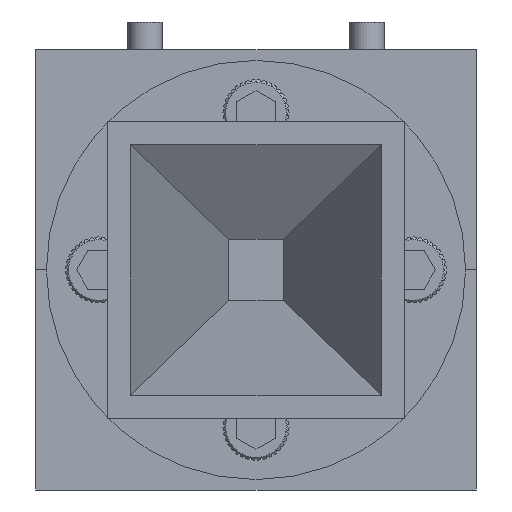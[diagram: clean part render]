
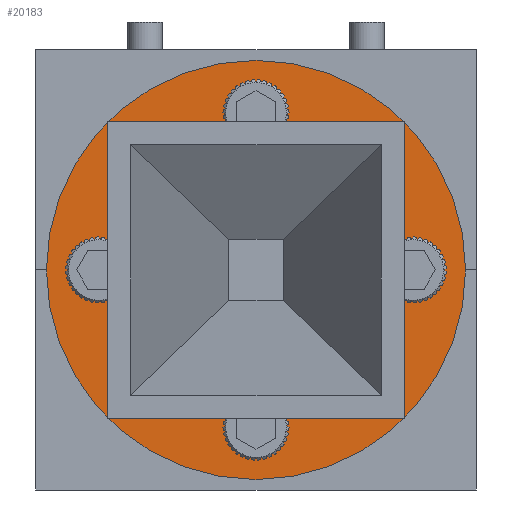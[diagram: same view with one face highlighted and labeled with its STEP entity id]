
A CAD part, left-side view. The second image highlights one B-rep face of the part: STEP entity #20183.
In plain terms, the highlighted planar face has unit normal (-1, 0, 0).
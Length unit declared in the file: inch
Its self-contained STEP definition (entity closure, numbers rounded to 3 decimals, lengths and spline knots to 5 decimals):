
#330 = AXIS2_PLACEMENT_3D ( 'NONE', #15823, #26261, #31601 ) ;
#430 = EDGE_CURVE ( 'NONE', #16296, #5718, #10639, .T. ) ;
#595 = DIRECTION ( 'NONE',  ( 0., 0., 1. ) ) ;
#1439 = CIRCLE ( 'NONE', #330, 0.375 ) ;
#1489 = CARTESIAN_POINT ( 'NONE',  ( 1.23, 0.375, 0. ) ) ;
#1535 = VECTOR ( 'NONE', #23308, 39.37008 ) ;
#1717 = EDGE_CURVE ( 'NONE', #19390, #19390, #15172, .T. ) ;
#2047 = CARTESIAN_POINT ( 'NONE',  ( 1.23, -0.19887, 0.23237 ) ) ;
#2244 = EDGE_LOOP ( 'NONE', ( #4091 ) ) ;
#2702 = EDGE_CURVE ( 'NONE', #29847, #29847, #28807, .T. ) ;
#3097 = CARTESIAN_POINT ( 'NONE',  ( 1.23, -0.19887, -0.16762 ) ) ;
#3684 = CIRCLE ( 'NONE', #29970, 0.056 ) ;
#3920 = CARTESIAN_POINT ( 'NONE',  ( 1.23, -0.19887, 0.19887 ) ) ;
#4091 = ORIENTED_EDGE ( 'NONE', *, *, #27881, .F. ) ;
#4431 = EDGE_CURVE ( 'NONE', #27104, #27104, #14501, .T. ) ;
#4732 = VECTOR ( 'NONE', #15943, 39.37008 ) ;
#5103 = FACE_BOUND ( 'NONE', #15727, .T. ) ;
#5238 = AXIS2_PLACEMENT_3D ( 'NONE', #20555, #5274, #28439 ) ;
#5274 = DIRECTION ( 'NONE',  ( -1., 0., 0. ) ) ;
#5718 = VERTEX_POINT ( 'NONE', #26933 ) ;
#5793 = AXIS2_PLACEMENT_3D ( 'NONE', #27048, #19510, #29792 ) ;
#6032 = CIRCLE ( 'NONE', #33963, 0.0335 ) ;
#6319 = EDGE_CURVE ( 'NONE', #27790, #27790, #27107, .T. ) ;
#6500 = DIRECTION ( 'NONE',  ( -1., 0., 0. ) ) ;
#6793 = CARTESIAN_POINT ( 'NONE',  ( 1.23, -0.19887, -0.19887 ) ) ;
#6820 = VERTEX_POINT ( 'NONE', #22589 ) ;
#6944 = CARTESIAN_POINT ( 'NONE',  ( 1.23, 0., -0.28125 ) ) ;
#7507 = EDGE_CURVE ( 'NONE', #14919, #14919, #6032, .T. ) ;
#7517 = ORIENTED_EDGE ( 'NONE', *, *, #2702, .F. ) ;
#7762 = DIRECTION ( 'NONE',  ( -1., 0., 0. ) ) ;
#7997 = AXIS2_PLACEMENT_3D ( 'NONE', #28516, #7762, #23203 ) ;
#8335 = DIRECTION ( 'NONE',  ( -1., 0., 0. ) ) ;
#8344 = ORIENTED_EDGE ( 'NONE', *, *, #430, .F. ) ;
#9457 = ORIENTED_EDGE ( 'NONE', *, *, #28963, .F. ) ;
#9648 = AXIS2_PLACEMENT_3D ( 'NONE', #26713, #24490, #21748 ) ;
#9777 = ORIENTED_EDGE ( 'NONE', *, *, #4431, .F. ) ;
#10154 = EDGE_LOOP ( 'NONE', ( #28073 ) ) ;
#10425 = FACE_BOUND ( 'NONE', #13067, .T. ) ;
#10629 = ORIENTED_EDGE ( 'NONE', *, *, #32833, .F. ) ;
#10639 = LINE ( 'NONE', #15615, #4732 ) ;
#10831 = CARTESIAN_POINT ( 'NONE',  ( 1.23, -0.09, -0.096 ) ) ;
#12062 = EDGE_LOOP ( 'NONE', ( #27493, #9457, #8344, #22974 ) ) ;
#12339 = AXIS2_PLACEMENT_3D ( 'NONE', #21724, #8335, #595 ) ;
#12684 = PLANE ( 'NONE',  #5238 ) ;
#13067 = EDGE_LOOP ( 'NONE', ( #9777 ) ) ;
#13167 = FACE_BOUND ( 'NONE', #22938, .T. ) ;
#13317 = DIRECTION ( 'NONE',  ( -1., 0., 0. ) ) ;
#13356 = VERTEX_POINT ( 'NONE', #23813 ) ;
#13580 = CARTESIAN_POINT ( 'NONE',  ( 1.23, -0.28125, 0.056 ) ) ;
#13735 = ORIENTED_EDGE ( 'NONE', *, *, #28495, .F. ) ;
#14200 = CARTESIAN_POINT ( 'NONE',  ( 1.23, 0., -0.22525 ) ) ;
#14243 = CARTESIAN_POINT ( 'NONE',  ( 1.23, 0.19887, 0.23012 ) ) ;
#14501 = CIRCLE ( 'NONE', #5793, 0.03125 ) ;
#14622 = AXIS2_PLACEMENT_3D ( 'NONE', #6793, #14846, #17438 ) ;
#14846 = DIRECTION ( 'NONE',  ( -1., 0., 0. ) ) ;
#14861 = DIRECTION ( 'NONE',  ( 0., -1., 0. ) ) ;
#14919 = VERTEX_POINT ( 'NONE', #2047 ) ;
#15172 = CIRCLE ( 'NONE', #14622, 0.03125 ) ;
#15615 = CARTESIAN_POINT ( 'NONE',  ( 1.23, 0.09, -0.096 ) ) ;
#15727 = EDGE_LOOP ( 'NONE', ( #22428 ) ) ;
#15823 = CARTESIAN_POINT ( 'NONE',  ( 1.23, 0., 0. ) ) ;
#15943 = DIRECTION ( 'NONE',  ( 0., 0., -1. ) ) ;
#16076 = FACE_OUTER_BOUND ( 'NONE', #2244, .T. ) ;
#16296 = VERTEX_POINT ( 'NONE', #32543 ) ;
#17413 = DIRECTION ( 'NONE',  ( 0., 0., 1. ) ) ;
#17438 = DIRECTION ( 'NONE',  ( 0., 0., 1. ) ) ;
#17665 = CARTESIAN_POINT ( 'NONE',  ( 1.23, -0.09, -0.096 ) ) ;
#17789 = CARTESIAN_POINT ( 'NONE',  ( 1.23, -0.09, 0.096 ) ) ;
#19390 = VERTEX_POINT ( 'NONE', #3097 ) ;
#19510 = DIRECTION ( 'NONE',  ( -1., 0., 0. ) ) ;
#19518 = VERTEX_POINT ( 'NONE', #14200 ) ;
#20178 = EDGE_CURVE ( 'NONE', #29040, #16296, #25852, .T. ) ;
#20183 = ADVANCED_FACE ( 'NONE', ( #16076, #23455, #13167, #26521, #31683, #33913, #10425, #28594, #5103, #28775 ), #12684, .T. ) ;
#20294 = EDGE_LOOP ( 'NONE', ( #13735 ) ) ;
#20457 = EDGE_LOOP ( 'NONE', ( #24040 ) ) ;
#20555 = CARTESIAN_POINT ( 'NONE',  ( 1.23, 0.1, 0. ) ) ;
#20723 = DIRECTION ( 'NONE',  ( 0., 1., 0. ) ) ;
#21134 = CIRCLE ( 'NONE', #9648, 0.056 ) ;
#21218 = CARTESIAN_POINT ( 'NONE',  ( 1.23, 0.28125, 0. ) ) ;
#21724 = CARTESIAN_POINT ( 'NONE',  ( 1.23, 0.19887, -0.19887 ) ) ;
#21748 = DIRECTION ( 'NONE',  ( 0., 0., 1. ) ) ;
#21943 = EDGE_LOOP ( 'NONE', ( #27485 ) ) ;
#22428 = ORIENTED_EDGE ( 'NONE', *, *, #7507, .F. ) ;
#22577 = LINE ( 'NONE', #27893, #28336 ) ;
#22589 = CARTESIAN_POINT ( 'NONE',  ( 1.23, 0., 0.33725 ) ) ;
#22636 = LINE ( 'NONE', #17665, #1535 ) ;
#22938 = EDGE_LOOP ( 'NONE', ( #7517 ) ) ;
#22974 = ORIENTED_EDGE ( 'NONE', *, *, #20178, .F. ) ;
#23203 = DIRECTION ( 'NONE',  ( 0., 0., 1. ) ) ;
#23308 = DIRECTION ( 'NONE',  ( 0., 0., 1. ) ) ;
#23316 = VECTOR ( 'NONE', #20723, 39.37008 ) ;
#23455 = FACE_BOUND ( 'NONE', #27351, .T. ) ;
#23743 = AXIS2_PLACEMENT_3D ( 'NONE', #21218, #13317, #25678 ) ;
#23813 = CARTESIAN_POINT ( 'NONE',  ( 1.23, 0.28125, 0.056 ) ) ;
#24040 = ORIENTED_EDGE ( 'NONE', *, *, #1717, .F. ) ;
#24490 = DIRECTION ( 'NONE',  ( -1., 0., 0. ) ) ;
#25003 = EDGE_CURVE ( 'NONE', #13356, #13356, #32502, .T. ) ;
#25052 = CARTESIAN_POINT ( 'NONE',  ( 1.23, 0.19887, -0.16537 ) ) ;
#25678 = DIRECTION ( 'NONE',  ( 0., 0., 1. ) ) ;
#25852 = LINE ( 'NONE', #26340, #23316 ) ;
#26261 = DIRECTION ( 'NONE',  ( 1., 0., 0. ) ) ;
#26340 = CARTESIAN_POINT ( 'NONE',  ( 1.23, -0.09, 0.096 ) ) ;
#26521 = FACE_BOUND ( 'NONE', #20294, .T. ) ;
#26713 = CARTESIAN_POINT ( 'NONE',  ( 1.23, 0., 0.28125 ) ) ;
#26933 = CARTESIAN_POINT ( 'NONE',  ( 1.23, 0.09, -0.096 ) ) ;
#27048 = CARTESIAN_POINT ( 'NONE',  ( 1.23, 0.19887, 0.19887 ) ) ;
#27104 = VERTEX_POINT ( 'NONE', #14243 ) ;
#27107 = CIRCLE ( 'NONE', #12339, 0.0335 ) ;
#27351 = EDGE_LOOP ( 'NONE', ( #10629 ) ) ;
#27391 = VERTEX_POINT ( 'NONE', #1489 ) ;
#27485 = ORIENTED_EDGE ( 'NONE', *, *, #25003, .F. ) ;
#27493 = ORIENTED_EDGE ( 'NONE', *, *, #29981, .F. ) ;
#27790 = VERTEX_POINT ( 'NONE', #25052 ) ;
#27881 = EDGE_CURVE ( 'NONE', #27391, #27391, #1439, .T. ) ;
#27893 = CARTESIAN_POINT ( 'NONE',  ( 1.23, -0.09, -0.096 ) ) ;
#27920 = DIRECTION ( 'NONE',  ( 0., 0., 1. ) ) ;
#28073 = ORIENTED_EDGE ( 'NONE', *, *, #6319, .F. ) ;
#28336 = VECTOR ( 'NONE', #14861, 39.37008 ) ;
#28439 = DIRECTION ( 'NONE',  ( 0., -1., 0. ) ) ;
#28495 = EDGE_CURVE ( 'NONE', #19518, #19518, #3684, .T. ) ;
#28516 = CARTESIAN_POINT ( 'NONE',  ( 1.23, -0.28125, 0. ) ) ;
#28594 = FACE_BOUND ( 'NONE', #10154, .T. ) ;
#28775 = FACE_BOUND ( 'NONE', #12062, .T. ) ;
#28807 = CIRCLE ( 'NONE', #7997, 0.056 ) ;
#28963 = EDGE_CURVE ( 'NONE', #5718, #29753, #22577, .T. ) ;
#29040 = VERTEX_POINT ( 'NONE', #17789 ) ;
#29753 = VERTEX_POINT ( 'NONE', #10831 ) ;
#29792 = DIRECTION ( 'NONE',  ( 0., 0., 1. ) ) ;
#29847 = VERTEX_POINT ( 'NONE', #13580 ) ;
#29970 = AXIS2_PLACEMENT_3D ( 'NONE', #6944, #32477, #17413 ) ;
#29981 = EDGE_CURVE ( 'NONE', #29753, #29040, #22636, .T. ) ;
#31601 = DIRECTION ( 'NONE',  ( 0., 1., 0. ) ) ;
#31683 = FACE_BOUND ( 'NONE', #21943, .T. ) ;
#32477 = DIRECTION ( 'NONE',  ( -1., 0., 0. ) ) ;
#32502 = CIRCLE ( 'NONE', #23743, 0.056 ) ;
#32543 = CARTESIAN_POINT ( 'NONE',  ( 1.23, 0.09, 0.096 ) ) ;
#32833 = EDGE_CURVE ( 'NONE', #6820, #6820, #21134, .T. ) ;
#33913 = FACE_BOUND ( 'NONE', #20457, .T. ) ;
#33963 = AXIS2_PLACEMENT_3D ( 'NONE', #3920, #6500, #27920 ) ;
